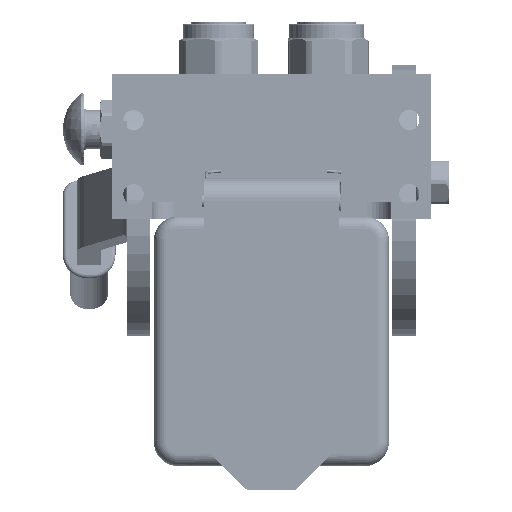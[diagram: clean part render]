
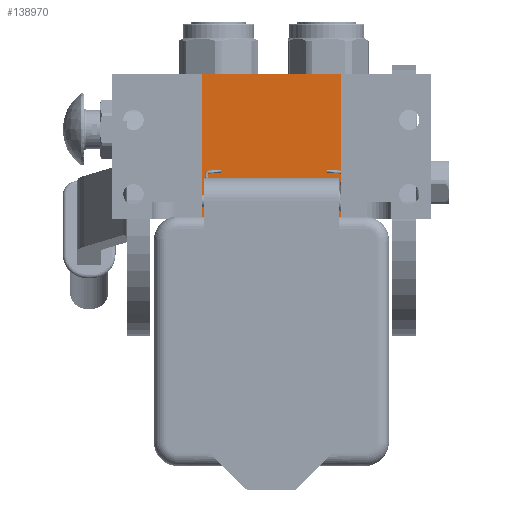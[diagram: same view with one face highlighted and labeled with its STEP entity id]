
A CAD part, left-side view. The second image highlights one B-rep face of the part: STEP entity #138970.
In plain terms, the highlighted face is planar.
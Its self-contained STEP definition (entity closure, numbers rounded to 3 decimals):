
#5620 = CARTESIAN_POINT ( 'NONE',  ( 29., 0., -107.5 ) ) ;
#5743 = VECTOR ( 'NONE', #99181, 1000. ) ;
#17831 = DIRECTION ( 'NONE',  ( -1., 0., 0. ) ) ;
#19980 = EDGE_CURVE ( 'NONE', #76966, #52131, #34271, .T. ) ;
#27534 = VECTOR ( 'NONE', #32897, 1000. ) ;
#32897 = DIRECTION ( 'NONE',  ( 0., 1., 0. ) ) ;
#34271 = LINE ( 'NONE', #122085, #37788 ) ;
#37788 = VECTOR ( 'NONE', #77884, 1000. ) ;
#39134 = CARTESIAN_POINT ( 'NONE',  ( -29., 0., -107.5 ) ) ;
#52131 = VERTEX_POINT ( 'NONE', #88137 ) ;
#59963 = CARTESIAN_POINT ( 'NONE',  ( 29., 60.2, -107.5 ) ) ;
#61526 = EDGE_CURVE ( 'NONE', #135580, #76966, #108944, .T. ) ;
#62474 = AXIS2_PLACEMENT_3D ( 'NONE', #74213, #85590, #17831 ) ;
#65689 = EDGE_CURVE ( 'NONE', #135580, #138847, #80308, .T. ) ;
#69837 = EDGE_LOOP ( 'NONE', ( #107968, #112432, #101850, #113920 ) ) ;
#74213 = CARTESIAN_POINT ( 'NONE',  ( 29., 0., -107.5 ) ) ;
#76966 = VERTEX_POINT ( 'NONE', #59963 ) ;
#77884 = DIRECTION ( 'NONE',  ( -1., 0., 0. ) ) ;
#79266 = CARTESIAN_POINT ( 'NONE',  ( 29., 0., -107.5 ) ) ;
#80308 = LINE ( 'NONE', #5620, #106864 ) ;
#85590 = DIRECTION ( 'NONE',  ( 0., 0., -1. ) ) ;
#88137 = CARTESIAN_POINT ( 'NONE',  ( -29., 60.2, -107.5 ) ) ;
#96112 = LINE ( 'NONE', #132971, #5743 ) ;
#99181 = DIRECTION ( 'NONE',  ( 0., 1., 0. ) ) ;
#101850 = ORIENTED_EDGE ( 'NONE', *, *, #61526, .F. ) ;
#106864 = VECTOR ( 'NONE', #141915, 1000. ) ;
#107968 = ORIENTED_EDGE ( 'NONE', *, *, #113944, .T. ) ;
#108944 = LINE ( 'NONE', #124064, #27534 ) ;
#112432 = ORIENTED_EDGE ( 'NONE', *, *, #19980, .F. ) ;
#113920 = ORIENTED_EDGE ( 'NONE', *, *, #65689, .T. ) ;
#113944 = EDGE_CURVE ( 'NONE', #138847, #52131, #96112, .T. ) ;
#122085 = CARTESIAN_POINT ( 'NONE',  ( 29., 60.2, -107.5 ) ) ;
#124064 = CARTESIAN_POINT ( 'NONE',  ( 29., 0., -107.5 ) ) ;
#132971 = CARTESIAN_POINT ( 'NONE',  ( -29., 0., -107.5 ) ) ;
#135580 = VERTEX_POINT ( 'NONE', #79266 ) ;
#138847 = VERTEX_POINT ( 'NONE', #39134 ) ;
#138970 = ADVANCED_FACE ( 'NONE', ( #139428 ), #143189, .T. ) ;
#139428 = FACE_OUTER_BOUND ( 'NONE', #69837, .T. ) ;
#141915 = DIRECTION ( 'NONE',  ( -1., 0., 0. ) ) ;
#143189 = PLANE ( 'NONE',  #62474 ) ;
